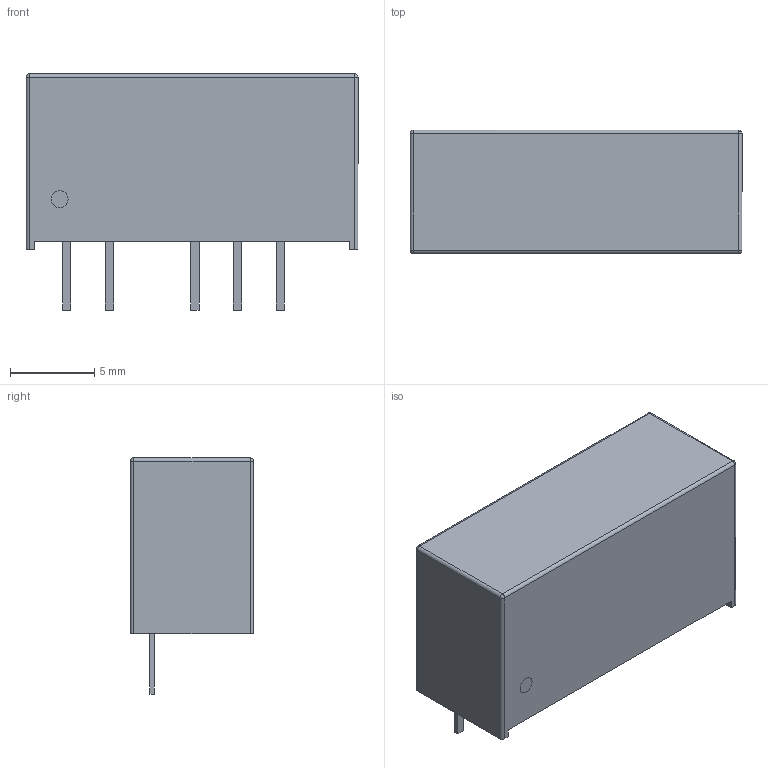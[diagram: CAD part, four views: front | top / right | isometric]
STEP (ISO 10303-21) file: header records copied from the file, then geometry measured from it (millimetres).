
FILE_DESCRIPTION((''),'2;1');
FILE_NAME('DCDC_TRACO_TRA1.stp','2012-11-01T10:06:12',(''),(''),'Mechanical Desktop 2011','Mechanical Desktop 2011',', , ');
FILE_SCHEMA(('AUTOMOTIVE_DESIGN { 1 2 10303 214 1 1 1 1 }'));
Length unit declared in the file: millimetre
Products named in the file (1): Product
Bounding box: 19.75 x 7.35 x 14.05 mm (x, y, z)
Volume: 1449.8 mm3; surface area: 871.2 mm2
Topology: 7 solids, 7 shells, 60 faces, 126 edges, 79 vertices
Faces by surface type: plane 43, cylinder 12, sphere 5
Entity records: 1621 total; most frequent: DIRECTION 274, CARTESIAN_POINT 264, ORIENTED_EDGE 248, EDGE_CURVE 124, VECTOR 96, LINE 96, AXIS2_PLACEMENT_3D 89, VERTEX_POINT 79
